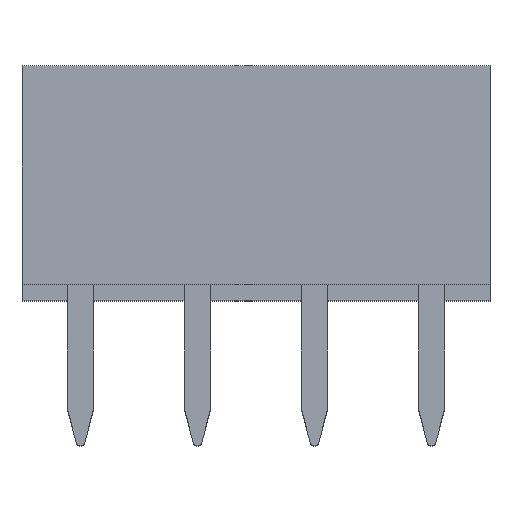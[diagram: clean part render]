
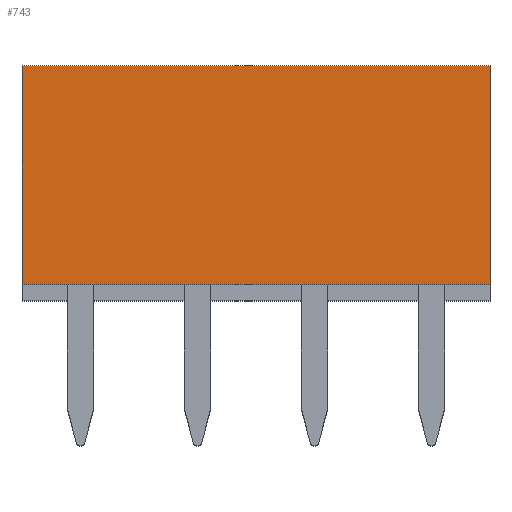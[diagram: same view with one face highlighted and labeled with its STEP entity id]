
A CAD part, top view. The second image highlights one B-rep face of the part: STEP entity #743.
In plain terms, the highlighted planar face has unit normal (0, 0, 1).
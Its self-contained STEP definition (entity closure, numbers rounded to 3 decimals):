
#743=ADVANCED_FACE('',(#1543),#1544,.T.);
#1543=FACE_OUTER_BOUND('',#2404,.T.);
#1544=PLANE('',#2405);
#2404=EDGE_LOOP('',(#4689,#4690,#4691,#4692));
#2405=AXIS2_PLACEMENT_3D('',#4693,#4694,#4695);
#4689=ORIENTED_EDGE('',*,*,#6050,.T.);
#4690=ORIENTED_EDGE('',*,*,#6051,.F.);
#4691=ORIENTED_EDGE('',*,*,#6052,.T.);
#4692=ORIENTED_EDGE('',*,*,#6047,.T.);
#4693=CARTESIAN_POINT('',(5.08,-1.375,5.08));
#4694=DIRECTION('',(0.,0.,1.0));
#4695=DIRECTION('',(0.,1.0,0.));
#6047=EDGE_CURVE('',#7487,#7485,#7488,.T.);
#6050=EDGE_CURVE('',#7485,#7491,#7492,.T.);
#6051=EDGE_CURVE('',#7493,#7491,#7494,.T.);
#6052=EDGE_CURVE('',#7493,#7487,#7495,.T.);
#7485=VERTEX_POINT('',#9558);
#7487=VERTEX_POINT('',#9561);
#7488=LINE('',#9562,#9563);
#7491=VERTEX_POINT('',#9567);
#7492=LINE('',#9568,#9569);
#7493=VERTEX_POINT('',#9570);
#7494=LINE('',#9571,#9572);
#7495=LINE('',#9573,#9574);
#9558=CARTESIAN_POINT('',(-5.08,1.,5.08));
#9561=CARTESIAN_POINT('',(5.08,1.,5.08));
#9562=CARTESIAN_POINT('',(5.08,1.,5.08));
#9563=VECTOR('',#10701,1.0);
#9567=CARTESIAN_POINT('',(-5.08,-3.75,5.08));
#9568=CARTESIAN_POINT('',(-5.08,-3.75,5.08));
#9569=VECTOR('',#10703,1.0);
#9570=CARTESIAN_POINT('',(5.08,-3.75,5.08));
#9571=CARTESIAN_POINT('',(5.08,-3.75,5.08));
#9572=VECTOR('',#10704,1.0);
#9573=CARTESIAN_POINT('',(5.08,-3.75,5.08));
#9574=VECTOR('',#10705,1.0);
#10701=DIRECTION('',(-1.0,0.0,0.));
#10703=DIRECTION('',(0.,-1.0,0.));
#10704=DIRECTION('',(-1.0,0.0,0.));
#10705=DIRECTION('',(0.,1.0,0.));
